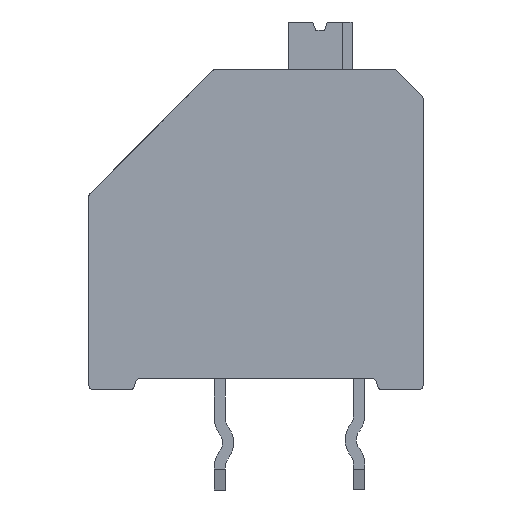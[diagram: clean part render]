
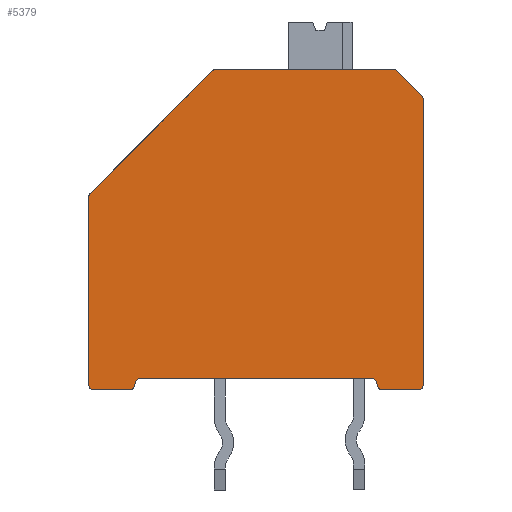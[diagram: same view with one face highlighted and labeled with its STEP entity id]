
A CAD part, front view. The second image highlights one B-rep face of the part: STEP entity #5379.
In plain terms, the highlighted planar face has unit normal (0, -1, 0).
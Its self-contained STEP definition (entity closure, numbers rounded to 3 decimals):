
#228=PLANE('',#5792);
#349=CIRCLE('',#5682,0.17);
#350=CIRCLE('',#5686,0.17);
#352=CIRCLE('',#5690,0.17);
#354=CIRCLE('',#5694,0.17);
#356=CIRCLE('',#5698,0.17);
#358=CIRCLE('',#5702,0.17);
#360=CIRCLE('',#5706,0.17);
#362=CIRCLE('',#5710,0.17);
#364=CIRCLE('',#5714,0.17);
#366=CIRCLE('',#5718,0.17);
#1483=ORIENTED_EDGE('',*,*,#1898,.T.);
#1484=ORIENTED_EDGE('',*,*,#1905,.F.);
#1485=ORIENTED_EDGE('',*,*,#1884,.F.);
#1486=ORIENTED_EDGE('',*,*,#1960,.F.);
#1487=ORIENTED_EDGE('',*,*,#1957,.T.);
#1488=ORIENTED_EDGE('',*,*,#1954,.F.);
#1489=ORIENTED_EDGE('',*,*,#1951,.T.);
#1490=ORIENTED_EDGE('',*,*,#1948,.F.);
#1491=ORIENTED_EDGE('',*,*,#1945,.T.);
#1492=ORIENTED_EDGE('',*,*,#1942,.T.);
#1493=ORIENTED_EDGE('',*,*,#1939,.T.);
#1494=ORIENTED_EDGE('',*,*,#1932,.T.);
#1495=ORIENTED_EDGE('',*,*,#1929,.T.);
#1496=ORIENTED_EDGE('',*,*,#1926,.F.);
#1497=ORIENTED_EDGE('',*,*,#1923,.T.);
#1498=ORIENTED_EDGE('',*,*,#1920,.F.);
#1499=ORIENTED_EDGE('',*,*,#1917,.T.);
#1500=ORIENTED_EDGE('',*,*,#1914,.F.);
#1501=ORIENTED_EDGE('',*,*,#1911,.F.);
#1502=ORIENTED_EDGE('',*,*,#1908,.F.);
#1884=EDGE_CURVE('',#2317,#2318,#2683,.T.);
#1898=EDGE_CURVE('',#2332,#2331,#2696,.T.);
#1905=EDGE_CURVE('',#2318,#2331,#349,.F.);
#1908=EDGE_CURVE('',#2332,#2339,#350,.F.);
#1911=EDGE_CURVE('',#2339,#2341,#2703,.T.);
#1914=EDGE_CURVE('',#2341,#2343,#352,.F.);
#1917=EDGE_CURVE('',#2345,#2343,#2707,.T.);
#1920=EDGE_CURVE('',#2345,#2347,#354,.F.);
#1923=EDGE_CURVE('',#2349,#2347,#2711,.T.);
#1926=EDGE_CURVE('',#2349,#2351,#356,.F.);
#1929=EDGE_CURVE('',#2353,#2351,#2715,.T.);
#1932=EDGE_CURVE('',#2355,#2353,#358,.F.);
#1939=EDGE_CURVE('',#2361,#2355,#2723,.T.);
#1942=EDGE_CURVE('',#2363,#2361,#360,.F.);
#1945=EDGE_CURVE('',#2365,#2363,#2727,.T.);
#1948=EDGE_CURVE('',#2365,#2367,#362,.F.);
#1951=EDGE_CURVE('',#2369,#2367,#2731,.T.);
#1954=EDGE_CURVE('',#2369,#2371,#364,.F.);
#1957=EDGE_CURVE('',#2373,#2371,#2735,.T.);
#1960=EDGE_CURVE('',#2373,#2317,#366,.F.);
#2317=VERTEX_POINT('',#7784);
#2318=VERTEX_POINT('',#7786);
#2331=VERTEX_POINT('',#7813);
#2332=VERTEX_POINT('',#7815);
#2339=VERTEX_POINT('',#7834);
#2341=VERTEX_POINT('',#7840);
#2343=VERTEX_POINT('',#7846);
#2345=VERTEX_POINT('',#7852);
#2347=VERTEX_POINT('',#7858);
#2349=VERTEX_POINT('',#7864);
#2351=VERTEX_POINT('',#7870);
#2353=VERTEX_POINT('',#7876);
#2355=VERTEX_POINT('',#7882);
#2361=VERTEX_POINT('',#7896);
#2363=VERTEX_POINT('',#7902);
#2365=VERTEX_POINT('',#7908);
#2367=VERTEX_POINT('',#7914);
#2369=VERTEX_POINT('',#7920);
#2371=VERTEX_POINT('',#7926);
#2373=VERTEX_POINT('',#7932);
#2683=LINE('',#7785,#3057);
#2696=LINE('',#7814,#3070);
#2703=LINE('',#7839,#3077);
#2707=LINE('',#7851,#3081);
#2711=LINE('',#7863,#3085);
#2715=LINE('',#7875,#3089);
#2723=LINE('',#7895,#3097);
#2727=LINE('',#7907,#3101);
#2731=LINE('',#7919,#3105);
#2735=LINE('',#7931,#3109);
#3057=VECTOR('',#6608,1000.);
#3070=VECTOR('',#6625,1000.);
#3077=VECTOR('',#6650,1000.);
#3081=VECTOR('',#6662,1000.);
#3085=VECTOR('',#6674,1000.);
#3089=VECTOR('',#6686,1000.);
#3097=VECTOR('',#6702,1000.);
#3101=VECTOR('',#6714,1000.);
#3105=VECTOR('',#6726,1000.);
#3109=VECTOR('',#6738,1000.);
#3404=EDGE_LOOP('',(#1483,#1484,#1485,#1486,#1487,#1488,#1489,#1490,#1491,
#1492,#1493,#1494,#1495,#1496,#1497,#1498,#1499,#1500,#1501,#1502));
#3628=FACE_BOUND('',#3404,.T.);
#5379=ADVANCED_FACE('',(#3628),#228,.T.);
#5682=AXIS2_PLACEMENT_3D('',#7828,#6635,#6636);
#5686=AXIS2_PLACEMENT_3D('',#7833,#6643,#6644);
#5690=AXIS2_PLACEMENT_3D('',#7845,#6655,#6656);
#5694=AXIS2_PLACEMENT_3D('',#7857,#6667,#6668);
#5698=AXIS2_PLACEMENT_3D('',#7869,#6679,#6680);
#5702=AXIS2_PLACEMENT_3D('',#7881,#6691,#6692);
#5706=AXIS2_PLACEMENT_3D('',#7901,#6707,#6708);
#5710=AXIS2_PLACEMENT_3D('',#7913,#6719,#6720);
#5714=AXIS2_PLACEMENT_3D('',#7925,#6731,#6732);
#5718=AXIS2_PLACEMENT_3D('',#7937,#6743,#6744);
#5792=AXIS2_PLACEMENT_3D('',#8164,#6960,#6961);
#6608=DIRECTION('',(0.707,0.,0.707));
#6625=DIRECTION('',(-1.,0.,0.));
#6635=DIRECTION('',(0.,-1.,0.));
#6636=DIRECTION('',(0.,0.,-1.));
#6643=DIRECTION('',(0.,-1.,0.));
#6644=DIRECTION('',(0.,0.,-1.));
#6650=DIRECTION('',(0.707,0.,-0.707));
#6655=DIRECTION('',(0.,-1.,0.));
#6656=DIRECTION('',(0.,0.,-1.));
#6662=DIRECTION('',(0.,0.,1.));
#6667=DIRECTION('',(0.,-1.,0.));
#6668=DIRECTION('',(0.,0.,-1.));
#6674=DIRECTION('',(1.,0.,0.));
#6679=DIRECTION('',(0.,-1.,0.));
#6680=DIRECTION('',(0.,0.,-1.));
#6686=DIRECTION('',(0.259,0.,-0.966));
#6691=DIRECTION('',(0.,-1.,0.));
#6692=DIRECTION('',(0.,0.,-1.));
#6702=DIRECTION('',(1.,0.,0.));
#6707=DIRECTION('',(0.,-1.,0.));
#6708=DIRECTION('',(0.,0.,-1.));
#6714=DIRECTION('',(0.259,0.,0.966));
#6719=DIRECTION('',(0.,-1.,0.));
#6720=DIRECTION('',(0.,0.,-1.));
#6726=DIRECTION('',(1.,0.,0.));
#6731=DIRECTION('',(0.,-1.,0.));
#6732=DIRECTION('',(0.,0.,-1.));
#6738=DIRECTION('',(0.,0.,-1.));
#6743=DIRECTION('',(0.,-1.,0.));
#6744=DIRECTION('',(0.,0.,-1.));
#6960=DIRECTION('',(0.,-1.,0.));
#6961=DIRECTION('',(0.,0.,-1.));
#7784=CARTESIAN_POINT('',(0.05,-1.75,6.88));
#7785=CARTESIAN_POINT('',(1.847,-1.75,8.677));
#7786=CARTESIAN_POINT('',(4.45,-1.75,11.28));
#7813=CARTESIAN_POINT('',(4.57,-1.75,11.33));
#7814=CARTESIAN_POINT('',(12.,-1.75,11.33));
#7815=CARTESIAN_POINT('',(10.93,-1.75,11.33));
#7828=CARTESIAN_POINT('',(4.57,-1.75,11.16));
#7833=CARTESIAN_POINT('',(10.93,-1.75,11.16));
#7834=CARTESIAN_POINT('',(11.05,-1.75,11.28));
#7839=CARTESIAN_POINT('',(11.5,-1.75,10.83));
#7840=CARTESIAN_POINT('',(11.95,-1.75,10.38));
#7845=CARTESIAN_POINT('',(11.83,-1.75,10.26));
#7846=CARTESIAN_POINT('',(12.,-1.75,10.26));
#7851=CARTESIAN_POINT('',(12.,-1.75,-0.17));
#7852=CARTESIAN_POINT('',(12.,-1.75,0.));
#7857=CARTESIAN_POINT('',(11.83,-1.75,0.));
#7858=CARTESIAN_POINT('',(11.83,-1.75,-0.17));
#7863=CARTESIAN_POINT('',(0.,-1.75,-0.17));
#7864=CARTESIAN_POINT('',(10.53,-1.75,-0.17));
#7869=CARTESIAN_POINT('',(10.53,-1.75,0.));
#7870=CARTESIAN_POINT('',(10.366,-1.75,-0.044));
#7875=CARTESIAN_POINT('',(10.774,-1.75,-1.566));
#7876=CARTESIAN_POINT('',(10.327,-1.75,0.104));
#7881=CARTESIAN_POINT('',(10.162,-1.75,0.06));
#7882=CARTESIAN_POINT('',(10.162,-1.75,0.23));
#7895=CARTESIAN_POINT('',(10.493,-1.75,0.23));
#7896=CARTESIAN_POINT('',(1.838,-1.75,0.23));
#7901=CARTESIAN_POINT('',(1.838,-1.75,0.06));
#7902=CARTESIAN_POINT('',(1.673,-1.75,0.104));
#7907=CARTESIAN_POINT('',(1.707,-1.75,0.23));
#7908=CARTESIAN_POINT('',(1.634,-1.75,-0.044));
#7913=CARTESIAN_POINT('',(1.47,-1.75,0.));
#7914=CARTESIAN_POINT('',(1.47,-1.75,-0.17));
#7919=CARTESIAN_POINT('',(0.,-1.75,-0.17));
#7920=CARTESIAN_POINT('',(0.17,-1.75,-0.17));
#7925=CARTESIAN_POINT('',(0.17,-1.75,0.));
#7926=CARTESIAN_POINT('',(0.,-1.75,0.));
#7931=CARTESIAN_POINT('',(0.,-1.75,11.33));
#7932=CARTESIAN_POINT('',(0.,-1.75,6.76));
#7937=CARTESIAN_POINT('',(0.17,-1.75,6.76));
#8164=CARTESIAN_POINT('',(0.,-1.75,0.));
